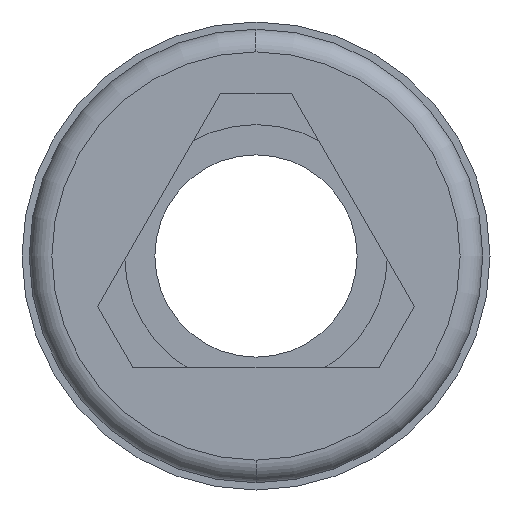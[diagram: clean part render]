
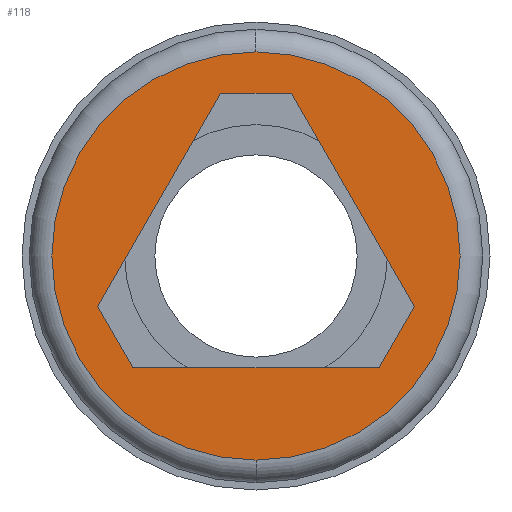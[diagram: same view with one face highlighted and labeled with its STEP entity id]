
A CAD part, front view. The second image highlights one B-rep face of the part: STEP entity #118.
In plain terms, the highlighted planar face has unit normal (0, -1, 0).
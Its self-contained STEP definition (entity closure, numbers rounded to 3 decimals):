
#118=ADVANCED_FACE('',(#293,#294),#295,.T.);
#293=FACE_BOUND('',#524,.T.);
#294=FACE_OUTER_BOUND('',#525,.T.);
#295=PLANE('',#526);
#524=EDGE_LOOP('',(#814,#815,#816,#817,#818,#819));
#525=EDGE_LOOP('',(#820,#821,#822));
#526=AXIS2_PLACEMENT_3D('',#823,#824,#825);
#814=ORIENTED_EDGE('',*,*,#1357,.T.);
#815=ORIENTED_EDGE('',*,*,#1358,.T.);
#816=ORIENTED_EDGE('',*,*,#1359,.T.);
#817=ORIENTED_EDGE('',*,*,#1360,.T.);
#818=ORIENTED_EDGE('',*,*,#1361,.T.);
#819=ORIENTED_EDGE('',*,*,#1362,.T.);
#820=ORIENTED_EDGE('',*,*,#1363,.F.);
#821=ORIENTED_EDGE('',*,*,#1364,.F.);
#822=ORIENTED_EDGE('',*,*,#1365,.F.);
#823=CARTESIAN_POINT('',(3.533,0.0,0.0));
#824=DIRECTION('',(-0.0,-1.0,-0.0));
#825=DIRECTION('',(-1.0,0.0,0.0));
#1357=EDGE_CURVE('',#1631,#1632,#1633,.T.);
#1358=EDGE_CURVE('',#1632,#1634,#1635,.T.);
#1359=EDGE_CURVE('',#1634,#1636,#1637,.T.);
#1360=EDGE_CURVE('',#1636,#1638,#1639,.T.);
#1361=EDGE_CURVE('',#1638,#1640,#1641,.T.);
#1362=EDGE_CURVE('',#1640,#1631,#1642,.T.);
#1363=EDGE_CURVE('',#1643,#1644,#1645,.T.);
#1364=EDGE_CURVE('',#1646,#1643,#1647,.T.);
#1365=EDGE_CURVE('',#1644,#1646,#1648,.T.);
#1631=VERTEX_POINT('',#1969);
#1632=VERTEX_POINT('',#1970);
#1633=LINE('',#1971,#1972);
#1634=VERTEX_POINT('',#1973);
#1635=LINE('',#1974,#1975);
#1636=VERTEX_POINT('',#1976);
#1637=LINE('',#1977,#1978);
#1638=VERTEX_POINT('',#1979);
#1639=LINE('',#1980,#1981);
#1640=VERTEX_POINT('',#1982);
#1641=LINE('',#1983,#1984);
#1642=LINE('',#1985,#1986);
#1643=VERTEX_POINT('',#1987);
#1644=VERTEX_POINT('',#1988);
#1645=CIRCLE('',#1989,7.065);
#1646=VERTEX_POINT('',#1990);
#1647=CIRCLE('',#1991,7.065);
#1648=CIRCLE('',#1992,7.065);
#1969=CARTESIAN_POINT('',(-4.258,0.0,-3.875));
#1970=CARTESIAN_POINT('',(-5.485,0.0,-1.75));
#1971=CARTESIAN_POINT('',(-4.43,0.0,-3.577));
#1972=VECTOR('',#2602,1.0);
#1973=CARTESIAN_POINT('',(-1.226,0.0,5.625));
#1974=CARTESIAN_POINT('',(-2.914,0.0,2.702));
#1975=VECTOR('',#2603,1.0);
#1976=CARTESIAN_POINT('',(1.226,0.0,5.625));
#1977=CARTESIAN_POINT('',(1.766,0.0,5.625));
#1978=VECTOR('',#2604,1.0);
#1979=CARTESIAN_POINT('',(5.485,0.0,-1.75));
#1980=CARTESIAN_POINT('',(3.797,0.0,1.173));
#1981=VECTOR('',#2605,1.0);
#1982=CARTESIAN_POINT('',(4.258,0.0,-3.875));
#1983=CARTESIAN_POINT('',(5.313,0.0,-2.048));
#1984=VECTOR('',#2606,1.0);
#1985=CARTESIAN_POINT('',(1.766,0.0,-3.875));
#1986=VECTOR('',#2607,1.0);
#1987=CARTESIAN_POINT('',(7.065,0.0,0.0));
#1988=CARTESIAN_POINT('',(0.,0.0,-7.065));
#1989=AXIS2_PLACEMENT_3D('',#2608,#2609,#2610);
#1990=CARTESIAN_POINT('',(0.,0.0,7.065));
#1991=AXIS2_PLACEMENT_3D('',#2611,#2612,#2613);
#1992=AXIS2_PLACEMENT_3D('',#2614,#2615,#2616);
#2602=DIRECTION('',(-0.5,0.0,0.866));
#2603=DIRECTION('',(0.5,-0.0,0.866));
#2604=DIRECTION('',(1.0,0.0,0.0));
#2605=DIRECTION('',(0.5,0.0,-0.866));
#2606=DIRECTION('',(-0.5,0.0,-0.866));
#2607=DIRECTION('',(-1.0,0.0,-0.0));
#2608=CARTESIAN_POINT('',(0.0,0.0,0.0));
#2609=DIRECTION('',(-0.0,1.0,0.0));
#2610=DIRECTION('',(1.0,0.0,0.0));
#2611=CARTESIAN_POINT('',(0.0,0.0,0.0));
#2612=DIRECTION('',(-0.0,1.0,0.0));
#2613=DIRECTION('',(1.0,0.0,0.0));
#2614=CARTESIAN_POINT('',(0.0,0.0,0.0));
#2615=DIRECTION('',(-0.0,1.0,0.0));
#2616=DIRECTION('',(1.0,0.0,0.0));
